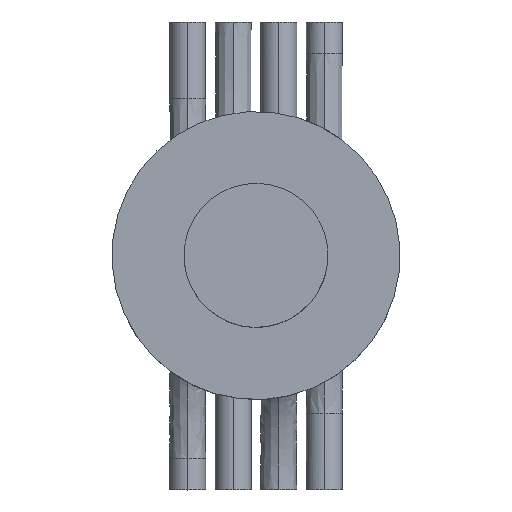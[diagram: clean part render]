
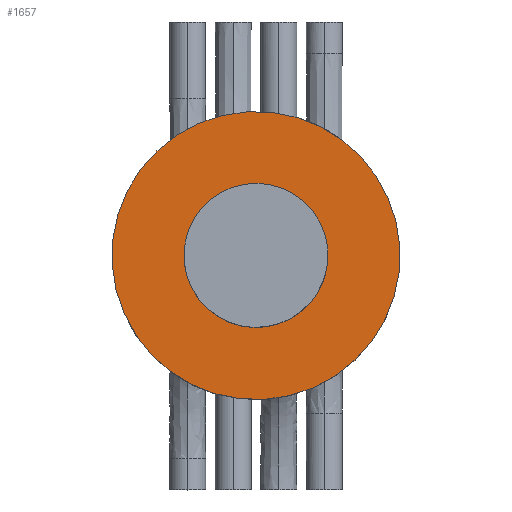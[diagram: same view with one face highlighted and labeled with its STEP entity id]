
A CAD part, top view. The second image highlights one B-rep face of the part: STEP entity #1657.
In plain terms, the highlighted planar face has unit normal (0, 0, 1).
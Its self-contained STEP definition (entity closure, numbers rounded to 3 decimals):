
#116=PLANE('',#1843);
#146=FACE_BOUND('',#519,.T.);
#399=FACE_OUTER_BOUND('',#518,.T.);
#518=EDGE_LOOP('',(#1406));
#519=EDGE_LOOP('',(#1407));
#619=CIRCLE('',#1840,4.3);
#620=CIRCLE('',#1842,20.);
#808=VERTEX_POINT('',#2793);
#809=VERTEX_POINT('',#2797);
#1015=EDGE_CURVE('',#808,#808,#619,.T.);
#1016=EDGE_CURVE('',#809,#809,#620,.T.);
#1406=ORIENTED_EDGE('',*,*,#1016,.T.);
#1407=ORIENTED_EDGE('',*,*,#1015,.T.);
#1657=ADVANCED_FACE('',(#399,#146),#116,.T.);
#1840=AXIS2_PLACEMENT_3D('',#2795,#2174,#2175);
#1842=AXIS2_PLACEMENT_3D('',#2798,#2178,#2179);
#1843=AXIS2_PLACEMENT_3D('',#2800,#2181,#2182);
#2174=DIRECTION('center_axis',(0.,0.,-1.));
#2175=DIRECTION('ref_axis',(-0.894,0.447,0.));
#2178=DIRECTION('center_axis',(0.,0.,1.));
#2179=DIRECTION('ref_axis',(-0.894,0.447,0.));
#2181=DIRECTION('center_axis',(0.,0.,1.));
#2182=DIRECTION('ref_axis',(-0.894,0.447,0.));
#2793=CARTESIAN_POINT('',(3.846,-1.923,10.));
#2795=CARTESIAN_POINT('Origin',(0.,0.,10.));
#2797=CARTESIAN_POINT('',(17.889,-8.944,10.));
#2798=CARTESIAN_POINT('Origin',(0.,0.,10.));
#2800=CARTESIAN_POINT('Origin',(0.,0.,10.));
